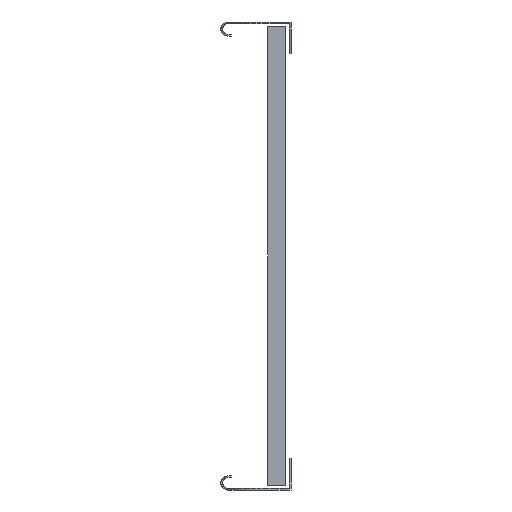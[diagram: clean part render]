
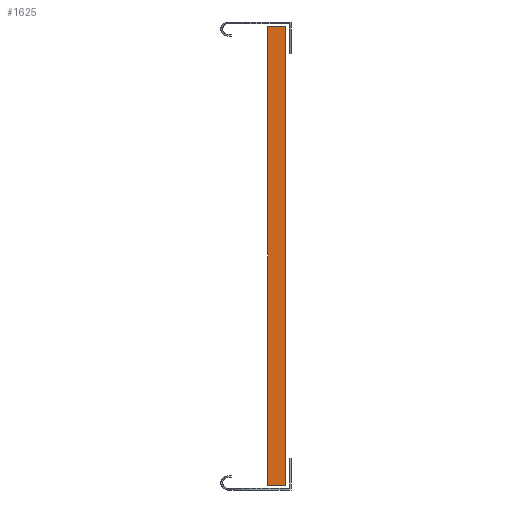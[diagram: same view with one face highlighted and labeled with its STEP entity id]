
A CAD part, left-side view. The second image highlights one B-rep face of the part: STEP entity #1625.
In plain terms, the highlighted planar face has unit normal (-1, 0, 0).
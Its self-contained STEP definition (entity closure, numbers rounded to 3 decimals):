
#312 = EDGE_CURVE ( 'NONE', #1686, #430, #616, .T. ) ;
#421 = FACE_OUTER_BOUND ( 'NONE', #5157, .T. ) ;
#430 = VERTEX_POINT ( 'NONE', #3573 ) ;
#461 = ORIENTED_EDGE ( 'NONE', *, *, #3502, .T. ) ;
#616 = LINE ( 'NONE', #3116, #3053 ) ;
#617 = VERTEX_POINT ( 'NONE', #2437 ) ;
#1200 = LINE ( 'NONE', #2000, #1267 ) ;
#1221 = CARTESIAN_POINT ( 'NONE',  ( -15., 12., -196. ) ) ;
#1258 = PLANE ( 'NONE',  #4473 ) ;
#1267 = VECTOR ( 'NONE', #1471, 1000. ) ;
#1329 = VECTOR ( 'NONE', #1596, 1000. ) ;
#1353 = LINE ( 'NONE', #1612, #2162 ) ;
#1459 = LINE ( 'NONE', #2116, #1329 ) ;
#1471 = DIRECTION ( 'NONE',  ( 0., 0., 1. ) ) ;
#1510 = DIRECTION ( 'NONE',  ( 0., 1., 0. ) ) ;
#1535 = DIRECTION ( 'NONE',  ( 0., 0., 1. ) ) ;
#1596 = DIRECTION ( 'NONE',  ( 0., 1., 0. ) ) ;
#1612 = CARTESIAN_POINT ( 'NONE',  ( -15., 15., -196. ) ) ;
#1625 = ADVANCED_FACE ( 'NONE', ( #421 ), #1258, .F. ) ;
#1686 = VERTEX_POINT ( 'NONE', #1221 ) ;
#1930 = CARTESIAN_POINT ( 'NONE',  ( -15., 3., -196. ) ) ;
#2000 = CARTESIAN_POINT ( 'NONE',  ( -15., 0., -196. ) ) ;
#2116 = CARTESIAN_POINT ( 'NONE',  ( -15., 15., 196. ) ) ;
#2150 = EDGE_CURVE ( 'NONE', #3949, #2843, #1200, .T. ) ;
#2162 = VECTOR ( 'NONE', #1535, 1000. ) ;
#2437 = CARTESIAN_POINT ( 'NONE',  ( -15., 12., 196. ) ) ;
#2462 = CARTESIAN_POINT ( 'NONE',  ( -15., 0., -196. ) ) ;
#2767 = EDGE_CURVE ( 'NONE', #4646, #617, #4471, .T. ) ;
#2770 = EDGE_CURVE ( 'NONE', #5064, #1686, #4107, .T. ) ;
#2773 = CARTESIAN_POINT ( 'NONE',  ( -15., 3., 196. ) ) ;
#2832 = ORIENTED_EDGE ( 'NONE', *, *, #2767, .T. ) ;
#2843 = VERTEX_POINT ( 'NONE', #3485 ) ;
#2983 = LINE ( 'NONE', #4862, #3853 ) ;
#3053 = VECTOR ( 'NONE', #4009, 1000. ) ;
#3116 = CARTESIAN_POINT ( 'NONE',  ( -15., 3., -196. ) ) ;
#3233 = CARTESIAN_POINT ( 'NONE',  ( -15., 3., -196. ) ) ;
#3236 = ORIENTED_EDGE ( 'NONE', *, *, #5275, .T. ) ;
#3366 = ORIENTED_EDGE ( 'NONE', *, *, #2150, .T. ) ;
#3485 = CARTESIAN_POINT ( 'NONE',  ( -15., 0., 196. ) ) ;
#3502 = EDGE_CURVE ( 'NONE', #617, #5067, #1459, .T. ) ;
#3573 = CARTESIAN_POINT ( 'NONE',  ( -15., 15., -196. ) ) ;
#3578 = CARTESIAN_POINT ( 'NONE',  ( -15., 3., 196. ) ) ;
#3608 = DIRECTION ( 'NONE',  ( 0., 1., 0. ) ) ;
#3635 = DIRECTION ( 'NONE',  ( 0., -1., 0. ) ) ;
#3853 = VECTOR ( 'NONE', #4803, 1000. ) ;
#3949 = VERTEX_POINT ( 'NONE', #2462 ) ;
#4009 = DIRECTION ( 'NONE',  ( 0., 1., 0. ) ) ;
#4035 = VECTOR ( 'NONE', #3608, 1000. ) ;
#4107 = LINE ( 'NONE', #1930, #4940 ) ;
#4280 = ORIENTED_EDGE ( 'NONE', *, *, #4665, .F. ) ;
#4341 = ORIENTED_EDGE ( 'NONE', *, *, #4525, .F. ) ;
#4410 = VECTOR ( 'NONE', #3635, 1000. ) ;
#4471 = LINE ( 'NONE', #2773, #4035 ) ;
#4473 = AXIS2_PLACEMENT_3D ( 'NONE', #5374, #5001, #4964 ) ;
#4525 = EDGE_CURVE ( 'NONE', #430, #5067, #1353, .T. ) ;
#4569 = ORIENTED_EDGE ( 'NONE', *, *, #312, .F. ) ;
#4646 = VERTEX_POINT ( 'NONE', #3578 ) ;
#4665 = EDGE_CURVE ( 'NONE', #4646, #2843, #2983, .T. ) ;
#4772 = CARTESIAN_POINT ( 'NONE',  ( -15., 0., -196. ) ) ;
#4803 = DIRECTION ( 'NONE',  ( 0., -1., 0. ) ) ;
#4828 = CARTESIAN_POINT ( 'NONE',  ( -15., 15., 196. ) ) ;
#4862 = CARTESIAN_POINT ( 'NONE',  ( -15., 3., 196. ) ) ;
#4940 = VECTOR ( 'NONE', #1510, 1000. ) ;
#4942 = ORIENTED_EDGE ( 'NONE', *, *, #2770, .F. ) ;
#4964 = DIRECTION ( 'NONE',  ( 0., 0., -1. ) ) ;
#5001 = DIRECTION ( 'NONE',  ( 1., 0., 0. ) ) ;
#5064 = VERTEX_POINT ( 'NONE', #3233 ) ;
#5067 = VERTEX_POINT ( 'NONE', #4828 ) ;
#5157 = EDGE_LOOP ( 'NONE', ( #2832, #461, #4341, #4569, #4942, #3236, #3366, #4280 ) ) ;
#5275 = EDGE_CURVE ( 'NONE', #5064, #3949, #5293, .T. ) ;
#5293 = LINE ( 'NONE', #4772, #4410 ) ;
#5374 = CARTESIAN_POINT ( 'NONE',  ( -15., 3., -196. ) ) ;
